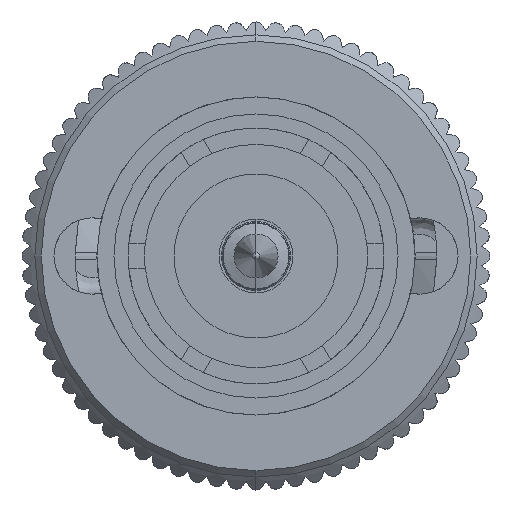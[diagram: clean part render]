
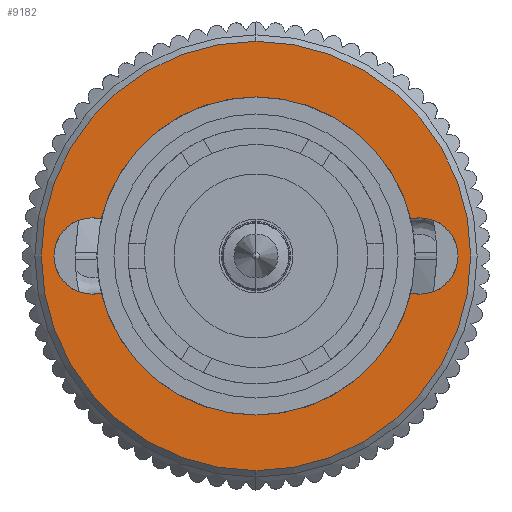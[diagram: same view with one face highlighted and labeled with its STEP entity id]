
A CAD part, left-side view. The second image highlights one B-rep face of the part: STEP entity #9182.
In plain terms, the highlighted face is planar.
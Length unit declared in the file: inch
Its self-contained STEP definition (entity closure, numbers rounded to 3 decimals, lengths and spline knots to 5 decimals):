
#13 = VERTEX_POINT ( 'NONE', #14672 ) ;
#95 = CIRCLE ( 'NONE', #16749, 0.0465 ) ;
#298 = DIRECTION ( 'NONE',  ( 0., 0., 1. ) ) ;
#493 = DIRECTION ( 'NONE',  ( 1., 0., 0. ) ) ;
#657 = CARTESIAN_POINT ( 'NONE',  ( -0.0465, 0.2, 0. ) ) ;
#678 = DIRECTION ( 'NONE',  ( 0., 0., 1. ) ) ;
#697 = ORIENTED_EDGE ( 'NONE', *, *, #7897, .F. ) ;
#1159 = ORIENTED_EDGE ( 'NONE', *, *, #14252, .F. ) ;
#1250 = DIRECTION ( 'NONE',  ( 0., 0., 1. ) ) ;
#1438 = DIRECTION ( 'NONE',  ( 1., 0., 0. ) ) ;
#1858 = EDGE_CURVE ( 'NONE', #2233, #13202, #11277, .T. ) ;
#1907 = VERTEX_POINT ( 'NONE', #13014 ) ;
#1989 = EDGE_CURVE ( 'NONE', #10365, #1907, #95, .T. ) ;
#2079 = CARTESIAN_POINT ( 'NONE',  ( 0.0451, -0.18868, 0. ) ) ;
#2233 = VERTEX_POINT ( 'NONE', #11207 ) ;
#2380 = CARTESIAN_POINT ( 'NONE',  ( -0.0465, -0.2, 0. ) ) ;
#2542 = CARTESIAN_POINT ( 'NONE',  ( 0., 0., 0. ) ) ;
#2741 = AXIS2_PLACEMENT_3D ( 'NONE', #4602, #678, #4522 ) ;
#2989 = AXIS2_PLACEMENT_3D ( 'NONE', #2542, #8031, #5403 ) ;
#2999 = DIRECTION ( 'NONE',  ( 1., 0., 0. ) ) ;
#3211 = AXIS2_PLACEMENT_3D ( 'NONE', #5554, #10979, #11068 ) ;
#3279 = ORIENTED_EDGE ( 'NONE', *, *, #5597, .T. ) ;
#3478 = AXIS2_PLACEMENT_3D ( 'NONE', #3943, #1250, #1438 ) ;
#3595 = AXIS2_PLACEMENT_3D ( 'NONE', #12820, #12728, #493 ) ;
#3810 = AXIS2_PLACEMENT_3D ( 'NONE', #5412, #298, #9927 ) ;
#3943 = CARTESIAN_POINT ( 'NONE',  ( 0., 0., 0. ) ) ;
#4048 = ORIENTED_EDGE ( 'NONE', *, *, #4158, .F. ) ;
#4092 = EDGE_CURVE ( 'NONE', #11784, #17429, #7506, .T. ) ;
#4158 = EDGE_CURVE ( 'NONE', #13, #11784, #4606, .T. ) ;
#4270 = DIRECTION ( 'NONE',  ( 0., 0., 1. ) ) ;
#4291 = ORIENTED_EDGE ( 'NONE', *, *, #12104, .T. ) ;
#4522 = DIRECTION ( 'NONE',  ( 1., 0., 0. ) ) ;
#4602 = CARTESIAN_POINT ( 'NONE',  ( 0., -0.2, 0. ) ) ;
#4606 = CIRCLE ( 'NONE', #14720, 0.194 ) ;
#5199 = VERTEX_POINT ( 'NONE', #657 ) ;
#5403 = DIRECTION ( 'NONE',  ( 1., 0., 0. ) ) ;
#5412 = CARTESIAN_POINT ( 'NONE',  ( 0., 0., 0. ) ) ;
#5538 = CARTESIAN_POINT ( 'NONE',  ( 0., 0.2, 0. ) ) ;
#5554 = CARTESIAN_POINT ( 'NONE',  ( 0., 0.2, 0. ) ) ;
#5556 = CIRCLE ( 'NONE', #3810, 0.26181 ) ;
#5597 = EDGE_CURVE ( 'NONE', #12743, #7544, #5556, .T. ) ;
#5720 = ORIENTED_EDGE ( 'NONE', *, *, #4092, .F. ) ;
#5748 = EDGE_CURVE ( 'NONE', #17429, #10365, #15343, .T. ) ;
#5854 = AXIS2_PLACEMENT_3D ( 'NONE', #5538, #4270, #11698 ) ;
#6308 = ORIENTED_EDGE ( 'NONE', *, *, #1858, .F. ) ;
#6337 = CARTESIAN_POINT ( 'NONE',  ( 0.26181, 0., 0. ) ) ;
#6848 = EDGE_CURVE ( 'NONE', #5199, #13, #7573, .T. ) ;
#7506 = CIRCLE ( 'NONE', #3478, 0.194 ) ;
#7544 = VERTEX_POINT ( 'NONE', #10154 ) ;
#7573 = CIRCLE ( 'NONE', #5854, 0.0465 ) ;
#7586 = CARTESIAN_POINT ( 'NONE',  ( 0.0465, 0.2, 0. ) ) ;
#7667 = DIRECTION ( 'NONE',  ( -1., 0., 0. ) ) ;
#7840 = VERTEX_POINT ( 'NONE', #2079 ) ;
#7897 = EDGE_CURVE ( 'NONE', #13202, #5199, #8773, .T. ) ;
#8026 = EDGE_CURVE ( 'NONE', #7840, #13721, #9379, .T. ) ;
#8031 = DIRECTION ( 'NONE',  ( 0., 0., 1. ) ) ;
#8371 = CARTESIAN_POINT ( 'NONE',  ( 0., 0., 0. ) ) ;
#8662 = DIRECTION ( 'NONE',  ( 0., 0., 1. ) ) ;
#8729 = CIRCLE ( 'NONE', #2989, 0.26181 ) ;
#8773 = CIRCLE ( 'NONE', #14519, 0.0465 ) ;
#8924 = EDGE_LOOP ( 'NONE', ( #4048, #11711, #697, #6308, #17201, #15218, #1159, #12562, #17580, #5720 ) ) ;
#9086 = CARTESIAN_POINT ( 'NONE',  ( -0.0451, -0.18868, 0. ) ) ;
#9123 = CARTESIAN_POINT ( 'NONE',  ( 0., 0.2, 0. ) ) ;
#9182 = ADVANCED_FACE ( 'NONE', ( #13453, #17704 ), #9324, .T. ) ;
#9211 = EDGE_LOOP ( 'NONE', ( #4291, #3279 ) ) ;
#9324 = PLANE ( 'NONE',  #9668 ) ;
#9379 = CIRCLE ( 'NONE', #11092, 0.194 ) ;
#9589 = DIRECTION ( 'NONE',  ( 1., 0., 0. ) ) ;
#9668 = AXIS2_PLACEMENT_3D ( 'NONE', #13908, #8662, #2999 ) ;
#9927 = DIRECTION ( 'NONE',  ( 1., 0., 0. ) ) ;
#10154 = CARTESIAN_POINT ( 'NONE',  ( -0.26181, 0., 0. ) ) ;
#10365 = VERTEX_POINT ( 'NONE', #2380 ) ;
#10979 = DIRECTION ( 'NONE',  ( 0., 0., 1. ) ) ;
#11068 = DIRECTION ( 'NONE',  ( -1., 0., 0. ) ) ;
#11092 = AXIS2_PLACEMENT_3D ( 'NONE', #15176, #17692, #9589 ) ;
#11207 = CARTESIAN_POINT ( 'NONE',  ( 0.0451, 0.18868, 0. ) ) ;
#11277 = CIRCLE ( 'NONE', #3211, 0.0465 ) ;
#11368 = CIRCLE ( 'NONE', #3595, 0.194 ) ;
#11649 = DIRECTION ( 'NONE',  ( 1., 0., 0. ) ) ;
#11698 = DIRECTION ( 'NONE',  ( -1., 0., 0. ) ) ;
#11711 = ORIENTED_EDGE ( 'NONE', *, *, #6848, .F. ) ;
#11784 = VERTEX_POINT ( 'NONE', #13270 ) ;
#11915 = CIRCLE ( 'NONE', #2741, 0.0465 ) ;
#12104 = EDGE_CURVE ( 'NONE', #7544, #12743, #8729, .T. ) ;
#12147 = CARTESIAN_POINT ( 'NONE',  ( 0., -0.2, 0. ) ) ;
#12474 = AXIS2_PLACEMENT_3D ( 'NONE', #12147, #15943, #14677 ) ;
#12562 = ORIENTED_EDGE ( 'NONE', *, *, #1989, .F. ) ;
#12728 = DIRECTION ( 'NONE',  ( 0., 0., 1. ) ) ;
#12743 = VERTEX_POINT ( 'NONE', #6337 ) ;
#12820 = CARTESIAN_POINT ( 'NONE',  ( 0., 0., 0. ) ) ;
#13014 = CARTESIAN_POINT ( 'NONE',  ( 0.0465, -0.2, 0. ) ) ;
#13202 = VERTEX_POINT ( 'NONE', #7586 ) ;
#13270 = CARTESIAN_POINT ( 'NONE',  ( -0.194, 0., 0. ) ) ;
#13453 = FACE_BOUND ( 'NONE', #8924, .T. ) ;
#13499 = DIRECTION ( 'NONE',  ( 0., 0., 1. ) ) ;
#13721 = VERTEX_POINT ( 'NONE', #14614 ) ;
#13908 = CARTESIAN_POINT ( 'NONE',  ( 0.26181, 0., 0. ) ) ;
#14112 = CARTESIAN_POINT ( 'NONE',  ( 0., -0.2, 0. ) ) ;
#14252 = EDGE_CURVE ( 'NONE', #1907, #7840, #11915, .T. ) ;
#14519 = AXIS2_PLACEMENT_3D ( 'NONE', #9123, #17227, #7667 ) ;
#14614 = CARTESIAN_POINT ( 'NONE',  ( 0.194, 0., 0. ) ) ;
#14633 = EDGE_CURVE ( 'NONE', #13721, #2233, #11368, .T. ) ;
#14672 = CARTESIAN_POINT ( 'NONE',  ( -0.0451, 0.18868, 0. ) ) ;
#14677 = DIRECTION ( 'NONE',  ( 1., 0., 0. ) ) ;
#14720 = AXIS2_PLACEMENT_3D ( 'NONE', #8371, #13499, #15136 ) ;
#15136 = DIRECTION ( 'NONE',  ( 1., 0., 0. ) ) ;
#15176 = CARTESIAN_POINT ( 'NONE',  ( 0., 0., 0. ) ) ;
#15218 = ORIENTED_EDGE ( 'NONE', *, *, #8026, .F. ) ;
#15343 = CIRCLE ( 'NONE', #12474, 0.0465 ) ;
#15943 = DIRECTION ( 'NONE',  ( 0., 0., 1. ) ) ;
#16749 = AXIS2_PLACEMENT_3D ( 'NONE', #14112, #16909, #11649 ) ;
#16909 = DIRECTION ( 'NONE',  ( 0., 0., 1. ) ) ;
#17201 = ORIENTED_EDGE ( 'NONE', *, *, #14633, .F. ) ;
#17227 = DIRECTION ( 'NONE',  ( 0., 0., 1. ) ) ;
#17429 = VERTEX_POINT ( 'NONE', #9086 ) ;
#17580 = ORIENTED_EDGE ( 'NONE', *, *, #5748, .F. ) ;
#17692 = DIRECTION ( 'NONE',  ( 0., 0., 1. ) ) ;
#17704 = FACE_OUTER_BOUND ( 'NONE', #9211, .T. ) ;
